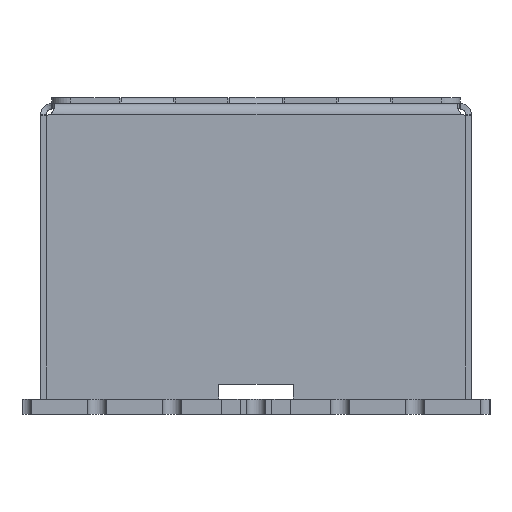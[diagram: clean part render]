
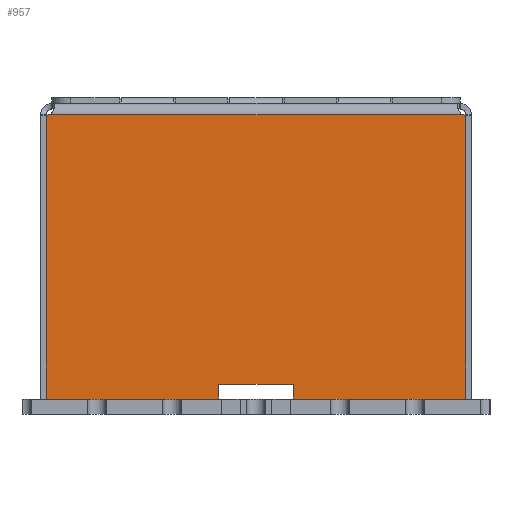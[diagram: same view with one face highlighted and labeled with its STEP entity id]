
A CAD part, left-side view. The second image highlights one B-rep face of the part: STEP entity #957.
In plain terms, the highlighted planar face has unit normal (-1, 0, 0).
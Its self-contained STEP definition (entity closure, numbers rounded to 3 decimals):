
#957=ADVANCED_FACE('',(#7763),#7765,.F.);
#7763=FACE_BOUND('',#7764,.T.);
#7764=EDGE_LOOP('',(#16834,#16835,#16836,#16837,#16838,#16839,#16840,#16841,#16842,
#16843));
#7765=PLANE('',#7766);
#7766=AXIS2_PLACEMENT_3D('',#7767,#7768,#7769);
#7767=CARTESIAN_POINT('',(-14.15,0.,16.613));
#7768=DIRECTION('',(1.,0.,0.));
#7769=DIRECTION('',(0.,0.,-1.));
#16834=ORIENTED_EDGE('',*,*,#20508,.T.);
#16835=ORIENTED_EDGE('',*,*,#20863,.F.);
#16836=ORIENTED_EDGE('',*,*,#20864,.F.);
#16837=ORIENTED_EDGE('',*,*,#20865,.F.);
#16838=ORIENTED_EDGE('',*,*,#20543,.T.);
#16839=ORIENTED_EDGE('',*,*,#20862,.F.);
#16840=ORIENTED_EDGE('',*,*,#20866,.T.);
#16841=ORIENTED_EDGE('',*,*,#20855,.F.);
#16842=ORIENTED_EDGE('',*,*,#20867,.F.);
#16843=ORIENTED_EDGE('',*,*,#20868,.T.);
#20508=EDGE_CURVE('',#22726,#22727,#22728,.T.);
#20543=EDGE_CURVE('',#22791,#22788,#22792,.T.);
#20855=EDGE_CURVE('',#23336,#23338,#23339,.T.);
#20862=EDGE_CURVE('',#23348,#22788,#23350,.T.);
#20863=EDGE_CURVE('',#23351,#22727,#23352,.T.);
#20864=EDGE_CURVE('',#23353,#23351,#23354,.T.);
#20865=EDGE_CURVE('',#22791,#23353,#23355,.T.);
#20866=EDGE_CURVE('',#23348,#23338,#23356,.T.);
#20867=EDGE_CURVE('',#23357,#23336,#23358,.T.);
#20868=EDGE_CURVE('',#23357,#22726,#23359,.T.);
#22726=VERTEX_POINT('',#26461);
#22727=VERTEX_POINT('',#26462);
#22728=LINE('',#26463,#26464);
#22788=VERTEX_POINT('',#26600);
#22791=VERTEX_POINT('',#26605);
#22792=LINE('',#26606,#26607);
#23336=VERTEX_POINT('',#27808);
#23338=VERTEX_POINT('',#27829);
#23339=LINE('',#27830,#27831);
#23348=VERTEX_POINT('',#27898);
#23350=LINE('',#27902,#27903);
#23351=VERTEX_POINT('',#27905);
#23352=LINE('',#27906,#27907);
#23353=VERTEX_POINT('',#27909);
#23354=LINE('',#27910,#27911);
#23355=LINE('',#27913,#27914);
#23356=CIRCLE('',#27916,0.45);
#23357=VERTEX_POINT('',#27920);
#23358=CIRCLE('',#27921,0.45);
#23359=LINE('',#27925,#27926);
#26461=CARTESIAN_POINT('',(-14.15,11.199,0.813));
#26462=CARTESIAN_POINT('',(-14.15,2.,0.813));
#26463=CARTESIAN_POINT('',(-14.15,11.199,0.813));
#26464=VECTOR('',#26465,1.);
#26465=DIRECTION('',(0.,-1.,0.));
#26600=CARTESIAN_POINT('',(-14.15,-11.199,0.813));
#26605=CARTESIAN_POINT('',(-14.15,-2.,0.813));
#26606=CARTESIAN_POINT('',(-14.15,-2.,0.813));
#26607=VECTOR('',#26608,1.);
#26608=DIRECTION('',(0.,-1.,0.));
#27808=CARTESIAN_POINT('',(-14.15,11.009,16.013));
#27829=CARTESIAN_POINT('',(-14.15,-11.009,16.013));
#27830=CARTESIAN_POINT('',(-14.15,11.009,16.013));
#27831=VECTOR('',#27832,1.);
#27832=DIRECTION('',(0.,-1.,0.));
#27898=CARTESIAN_POINT('',(-14.15,-11.199,15.971));
#27902=CARTESIAN_POINT('',(-14.15,-11.199,15.971));
#27903=VECTOR('',#27904,1.);
#27904=DIRECTION('',(0.,0.,-1.));
#27905=CARTESIAN_POINT('',(-14.15,2.,1.613));
#27906=CARTESIAN_POINT('',(-14.15,2.,1.613));
#27907=VECTOR('',#27908,1.);
#27908=DIRECTION('',(0.,0.,-1.));
#27909=CARTESIAN_POINT('',(-14.15,-2.,1.613));
#27910=CARTESIAN_POINT('',(-14.15,-2.,1.613));
#27911=VECTOR('',#27912,1.);
#27912=DIRECTION('',(0.,1.,0.));
#27913=CARTESIAN_POINT('',(-14.15,-2.,0.813));
#27914=VECTOR('',#27915,1.);
#27915=DIRECTION('',(0.,0.,1.));
#27916=AXIS2_PLACEMENT_3D('',#27917,#27918,#27919);
#27917=CARTESIAN_POINT('',(-14.15,-11.199,16.421));
#27918=DIRECTION('',(1.,0.,0.));
#27919=DIRECTION('',(0.,0.,-1.));
#27920=CARTESIAN_POINT('',(-14.15,11.199,15.971));
#27921=AXIS2_PLACEMENT_3D('',#27922,#27923,#27924);
#27922=CARTESIAN_POINT('',(-14.15,11.199,16.421));
#27923=DIRECTION('',(-1.,0.,0.));
#27924=DIRECTION('',(0.,0.,-1.));
#27925=CARTESIAN_POINT('',(-14.15,11.199,15.971));
#27926=VECTOR('',#27927,1.);
#27927=DIRECTION('',(0.,0.,-1.));
